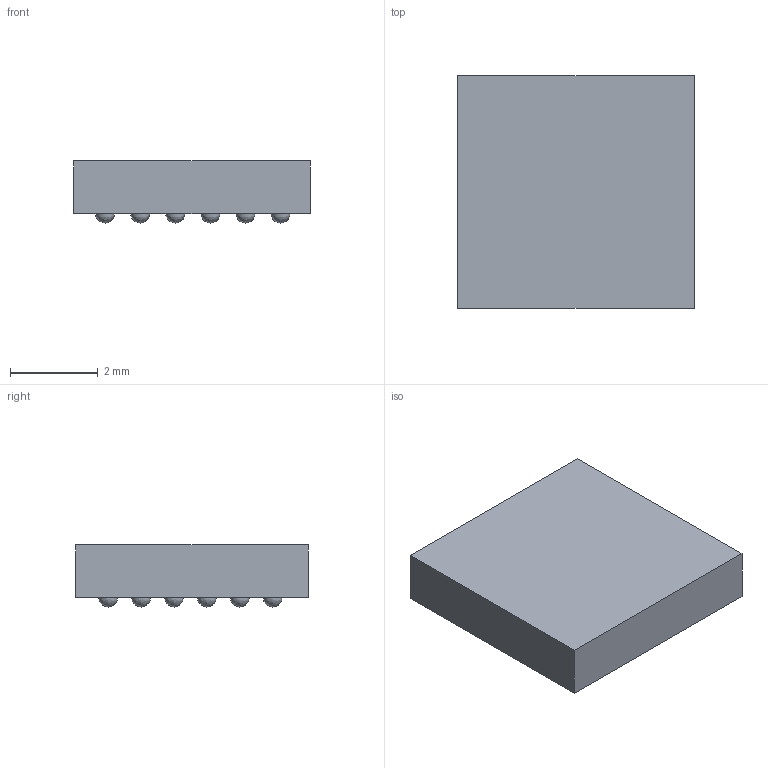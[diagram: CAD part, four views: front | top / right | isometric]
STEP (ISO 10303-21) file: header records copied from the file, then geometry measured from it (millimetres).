
FILE_DESCRIPTION (( 'STEP AP214' ), '1' );
FILE_NAME ('User Library-BGA28.STEP', '2020-07-16T03:13:13', ( '' ), ( '' ), 'SwSTEP 2.0', 'SolidWorks 2020', '' );
FILE_SCHEMA (( 'AUTOMOTIVE_DESIGN' ));
Length unit declared in the file: millimetre
Products named in the file (1): User Library-BGA28
Bounding box: 5.4 x 5.3 x 1.42 mm (x, y, z)
Volume: 34.9 mm3; surface area: 87 mm2
Topology: 1 solids, 1 shells, 34 faces, 124 edges, 64 vertices
Faces by surface type: bspline 28, plane 6
Entity records: 1404 total; most frequent: CARTESIAN_POINT 587, DIRECTION 138, ORIENTED_EDGE 136, EDGE_CURVE 68, VERTEX_POINT 64, AXIS2_PLACEMENT_3D 63, EDGE_LOOP 62, CIRCLE 56
